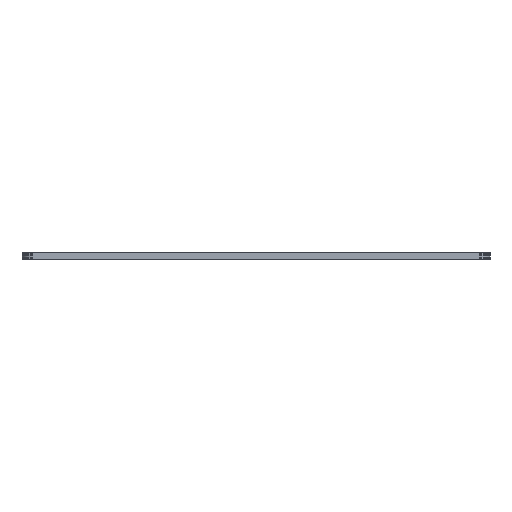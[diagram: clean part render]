
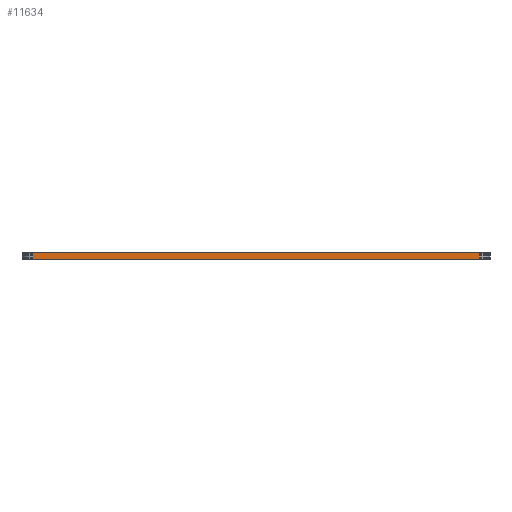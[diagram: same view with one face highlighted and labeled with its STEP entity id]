
A CAD part, left-side view. The second image highlights one B-rep face of the part: STEP entity #11634.
In plain terms, the highlighted planar face has unit normal (-1, 0, 0).
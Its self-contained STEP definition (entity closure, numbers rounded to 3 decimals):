
#136=FACE_OUTER_BOUND('',#782,.T.);
#782=EDGE_LOOP('',(#8867,#8868,#8869,#8870));
#1371=LINE('',#15752,#3079);
#1912=LINE('',#16842,#3620);
#2489=LINE('',#18003,#4197);
#2491=LINE('',#18007,#4199);
#3079=VECTOR('',#12833,1.);
#3620=VECTOR('',#13384,1.);
#4197=VECTOR('',#14023,1.);
#4199=VECTOR('',#14029,1.);
#4784=VERTEX_POINT('',#15749);
#4785=VERTEX_POINT('',#15751);
#5328=VERTEX_POINT('',#16839);
#5329=VERTEX_POINT('',#16841);
#5931=EDGE_CURVE('',#4784,#4785,#1371,.T.);
#6476=EDGE_CURVE('',#5329,#5328,#1912,.T.);
#7057=EDGE_CURVE('',#4785,#5328,#2489,.T.);
#7059=EDGE_CURVE('',#4784,#5329,#2491,.T.);
#8867=ORIENTED_EDGE('',*,*,#7059,.T.);
#8868=ORIENTED_EDGE('',*,*,#6476,.T.);
#8869=ORIENTED_EDGE('',*,*,#7057,.F.);
#8870=ORIENTED_EDGE('',*,*,#5931,.F.);
#11064=PLANE('',#12231);
#11634=ADVANCED_FACE('',(#136),#11064,.T.);
#12231=AXIS2_PLACEMENT_3D('',#18006,#14027,#14028);
#12833=DIRECTION('',(0.,1.,0.));
#13384=DIRECTION('',(0.,1.,0.));
#14023=DIRECTION('',(0.,0.,1.));
#14027=DIRECTION('center_axis',(-1.,0.,0.));
#14028=DIRECTION('ref_axis',(0.,1.,0.));
#14029=DIRECTION('',(0.,0.,1.));
#15749=CARTESIAN_POINT('',(22.86,-121.743,-16.931));
#15751=CARTESIAN_POINT('',(22.86,-15.763,-16.931));
#15752=CARTESIAN_POINT('',(22.86,-121.743,-16.931));
#16839=CARTESIAN_POINT('',(22.86,-15.763,-15.351));
#16841=CARTESIAN_POINT('',(22.86,-121.743,-15.351));
#16842=CARTESIAN_POINT('',(22.86,-121.743,-15.351));
#18003=CARTESIAN_POINT('',(22.86,-15.763,-16.931));
#18006=CARTESIAN_POINT('Origin',(22.86,-121.743,-16.931));
#18007=CARTESIAN_POINT('',(22.86,-121.743,-16.931));
